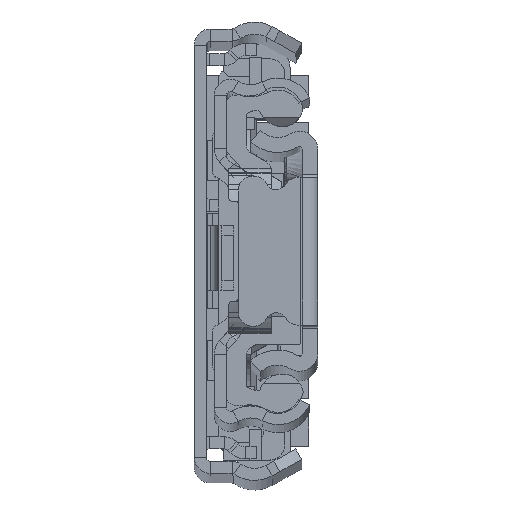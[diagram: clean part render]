
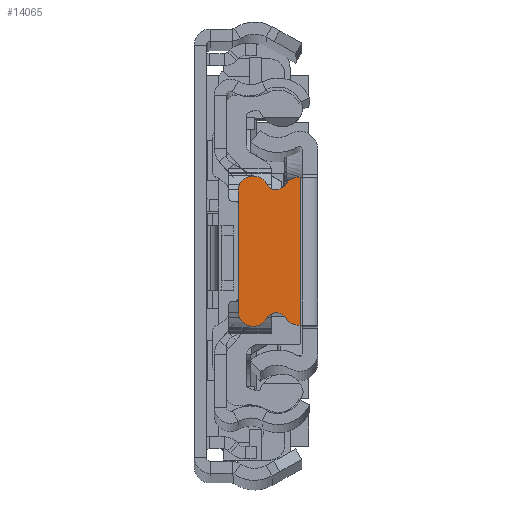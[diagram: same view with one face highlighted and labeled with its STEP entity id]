
A CAD part, top view. The second image highlights one B-rep face of the part: STEP entity #14065.
In plain terms, the highlighted planar face has unit normal (0, 0, 1).
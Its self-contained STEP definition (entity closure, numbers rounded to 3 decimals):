
#718 = FACE_OUTER_BOUND ( 'NONE', #12154, .T. ) ;
#1147 = VECTOR ( 'NONE', #13469, 1000. ) ;
#1439 = ORIENTED_EDGE ( 'NONE', *, *, #10995, .F. ) ;
#2008 = CARTESIAN_POINT ( 'NONE',  ( -6.429, -6., 0. ) ) ;
#2264 = AXIS2_PLACEMENT_3D ( 'NONE', #25932, #7193, #17447 ) ;
#2684 = VERTEX_POINT ( 'NONE', #17521 ) ;
#3063 = DIRECTION ( 'NONE',  ( -1., 0., 0. ) ) ;
#3435 = VERTEX_POINT ( 'NONE', #22584 ) ;
#3672 = ORIENTED_EDGE ( 'NONE', *, *, #22206, .T. ) ;
#3910 = CARTESIAN_POINT ( 'NONE',  ( -5.109, 6.713, 0. ) ) ;
#3934 = CARTESIAN_POINT ( 'NONE',  ( -1.929, 7.37, 0. ) ) ;
#4236 = CARTESIAN_POINT ( 'NONE',  ( -1.75, 7.37, 0. ) ) ;
#4635 = ORIENTED_EDGE ( 'NONE', *, *, #20411, .T. ) ;
#4727 = VECTOR ( 'NONE', #27209, 1000. ) ;
#4964 = CIRCLE ( 'NONE', #13846, 1.1 ) ;
#6470 = DIRECTION ( 'NONE',  ( -1., 0., 0. ) ) ;
#7193 = DIRECTION ( 'NONE',  ( 0., 0., 1. ) ) ;
#7535 = DIRECTION ( 'NONE',  ( 0., -1., 0. ) ) ;
#7941 = ORIENTED_EDGE ( 'NONE', *, *, #28639, .T. ) ;
#8060 = CARTESIAN_POINT ( 'NONE',  ( -7.929, -6., 0. ) ) ;
#8610 = ORIENTED_EDGE ( 'NONE', *, *, #22311, .F. ) ;
#8906 = DIRECTION ( 'NONE',  ( 0., 0., -1. ) ) ;
#8998 = VERTEX_POINT ( 'NONE', #24186 ) ;
#9162 = LINE ( 'NONE', #3934, #4727 ) ;
#9420 = VECTOR ( 'NONE', #7535, 1000. ) ;
#10775 = AXIS2_PLACEMENT_3D ( 'NONE', #17025, #27590, #29839 ) ;
#10995 = EDGE_CURVE ( 'NONE', #8998, #3435, #16276, .T. ) ;
#11117 = VERTEX_POINT ( 'NONE', #3910 ) ;
#11320 = DIRECTION ( 'NONE',  ( 0., 0., 1. ) ) ;
#11538 = EDGE_CURVE ( 'NONE', #17883, #32162, #9162, .T. ) ;
#11650 = PLANE ( 'NONE',  #33436 ) ;
#12154 = EDGE_LOOP ( 'NONE', ( #8610, #32073, #17682, #4635, #12531, #3672, #7941, #22356, #24948, #1439 ) ) ;
#12531 = ORIENTED_EDGE ( 'NONE', *, *, #23199, .T. ) ;
#13469 = DIRECTION ( 'NONE',  ( 0., -1., 0. ) ) ;
#13846 = AXIS2_PLACEMENT_3D ( 'NONE', #24519, #8906, #6470 ) ;
#14065 = ADVANCED_FACE ( 'NONE', ( #718 ), #11650, .T. ) ;
#14083 = EDGE_CURVE ( 'NONE', #17883, #29734, #16853, .T. ) ;
#14211 = CARTESIAN_POINT ( 'NONE',  ( -4.142, 7.236, 0. ) ) ;
#15026 = VERTEX_POINT ( 'NONE', #29096 ) ;
#16276 = LINE ( 'NONE', #26832, #25279 ) ;
#16853 = CIRCLE ( 'NONE', #10775, 1.5 ) ;
#17025 = CARTESIAN_POINT ( 'NONE',  ( -1.929, 5.87, 0. ) ) ;
#17447 = DIRECTION ( 'NONE',  ( -1., 0., 0. ) ) ;
#17476 = DIRECTION ( 'NONE',  ( 0., 0., 1. ) ) ;
#17514 = EDGE_CURVE ( 'NONE', #2684, #20067, #4964, .T. ) ;
#17521 = CARTESIAN_POINT ( 'NONE',  ( -5.109, -6.713, 0. ) ) ;
#17682 = ORIENTED_EDGE ( 'NONE', *, *, #14083, .T. ) ;
#17883 = VERTEX_POINT ( 'NONE', #23803 ) ;
#18213 = DIRECTION ( 'NONE',  ( 1., 0., 0. ) ) ;
#20067 = VERTEX_POINT ( 'NONE', #24805 ) ;
#20340 = EDGE_CURVE ( 'NONE', #20067, #3435, #20684, .T. ) ;
#20411 = EDGE_CURVE ( 'NONE', #29734, #11117, #31204, .T. ) ;
#20580 = DIRECTION ( 'NONE',  ( 1., 0., 0. ) ) ;
#20684 = CIRCLE ( 'NONE', #22334, 1.5 ) ;
#21157 = CARTESIAN_POINT ( 'NONE',  ( -1.929, -5.87, 0. ) ) ;
#21888 = CARTESIAN_POINT ( 'NONE',  ( 542.471, 0., 0. ) ) ;
#22206 = EDGE_CURVE ( 'NONE', #15026, #28943, #34250, .T. ) ;
#22311 = EDGE_CURVE ( 'NONE', #32162, #8998, #31814, .T. ) ;
#22334 = AXIS2_PLACEMENT_3D ( 'NONE', #21157, #31742, #18213 ) ;
#22356 = ORIENTED_EDGE ( 'NONE', *, *, #17514, .T. ) ;
#22584 = CARTESIAN_POINT ( 'NONE',  ( -1.929, -7.37, 0. ) ) ;
#23199 = EDGE_CURVE ( 'NONE', #11117, #15026, #32729, .T. ) ;
#23803 = CARTESIAN_POINT ( 'NONE',  ( -1.929, 7.37, 0. ) ) ;
#24186 = CARTESIAN_POINT ( 'NONE',  ( -1.75, -7.37, 0. ) ) ;
#24519 = CARTESIAN_POINT ( 'NONE',  ( -4.142, -7.236, 0. ) ) ;
#24805 = CARTESIAN_POINT ( 'NONE',  ( -3.206, -6.658, 0. ) ) ;
#24948 = ORIENTED_EDGE ( 'NONE', *, *, #20340, .T. ) ;
#25279 = VECTOR ( 'NONE', #3063, 1000. ) ;
#25932 = CARTESIAN_POINT ( 'NONE',  ( -6.429, 6., 0. ) ) ;
#26232 = AXIS2_PLACEMENT_3D ( 'NONE', #14211, #29788, #29614 ) ;
#26303 = CARTESIAN_POINT ( 'NONE',  ( -3.206, 6.658, 0. ) ) ;
#26476 = CIRCLE ( 'NONE', #30893, 1.5 ) ;
#26832 = CARTESIAN_POINT ( 'NONE',  ( -1.929, -7.37, 0. ) ) ;
#27209 = DIRECTION ( 'NONE',  ( 1., 0., 0. ) ) ;
#27590 = DIRECTION ( 'NONE',  ( 0., 0., 1. ) ) ;
#28639 = EDGE_CURVE ( 'NONE', #28943, #2684, #26476, .T. ) ;
#28943 = VERTEX_POINT ( 'NONE', #34076 ) ;
#29096 = CARTESIAN_POINT ( 'NONE',  ( -7.929, 6., 0. ) ) ;
#29614 = DIRECTION ( 'NONE',  ( 1., 0., 0. ) ) ;
#29734 = VERTEX_POINT ( 'NONE', #26303 ) ;
#29788 = DIRECTION ( 'NONE',  ( 0., 0., -1. ) ) ;
#29839 = DIRECTION ( 'NONE',  ( -1., 0., 0. ) ) ;
#30893 = AXIS2_PLACEMENT_3D ( 'NONE', #2008, #17476, #20580 ) ;
#31204 = CIRCLE ( 'NONE', #26232, 1.1 ) ;
#31290 = CARTESIAN_POINT ( 'NONE',  ( -1.75, 0., 0. ) ) ;
#31742 = DIRECTION ( 'NONE',  ( 0., 0., 1. ) ) ;
#31814 = LINE ( 'NONE', #31290, #9420 ) ;
#32073 = ORIENTED_EDGE ( 'NONE', *, *, #11538, .F. ) ;
#32162 = VERTEX_POINT ( 'NONE', #4236 ) ;
#32469 = DIRECTION ( 'NONE',  ( 1., 0., 0. ) ) ;
#32729 = CIRCLE ( 'NONE', #2264, 1.5 ) ;
#33436 = AXIS2_PLACEMENT_3D ( 'NONE', #21888, #11320, #32469 ) ;
#34076 = CARTESIAN_POINT ( 'NONE',  ( -7.929, -6., 0. ) ) ;
#34250 = LINE ( 'NONE', #8060, #1147 ) ;
